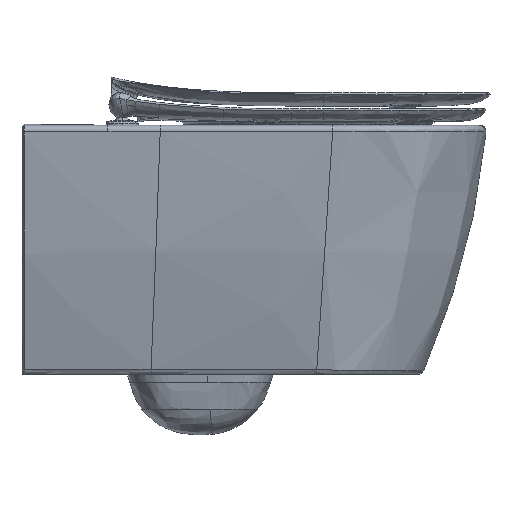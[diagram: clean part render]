
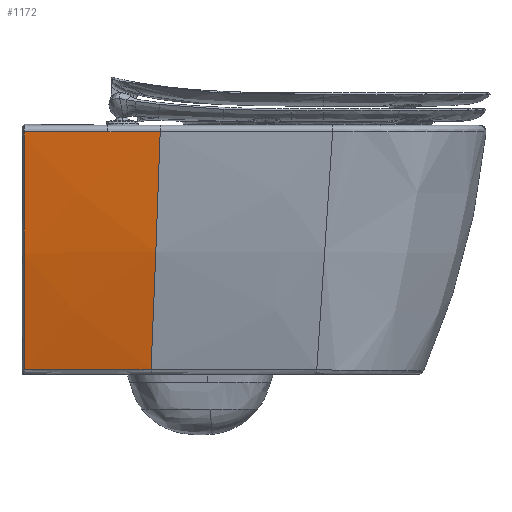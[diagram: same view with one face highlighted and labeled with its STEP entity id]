
A CAD part, left-side view. The second image highlights one B-rep face of the part: STEP entity #1172.
In plain terms, the highlighted free-form (B-spline) face has degree [5, 4] with [9, 5] control points.
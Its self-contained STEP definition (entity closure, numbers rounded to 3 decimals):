
#1172=ADVANCED_FACE('',(#2683),#22470,.T.);
#2683=FACE_OUTER_BOUND('',#4214,.T.);
#4214=EDGE_LOOP('',(#9197,#9198,#9199,#9200,#9201,#9202));
#9197=ORIENTED_EDGE('',*,*,#14362,.T.);
#9198=ORIENTED_EDGE('',*,*,#14620,.T.);
#9199=ORIENTED_EDGE('',*,*,#14576,.T.);
#9200=ORIENTED_EDGE('',*,*,#14346,.F.);
#9201=ORIENTED_EDGE('',*,*,#14108,.T.);
#9202=ORIENTED_EDGE('',*,*,#14159,.F.);
#14108=EDGE_CURVE('',#20723,#20728,#17584,.T.);
#14159=EDGE_CURVE('',#20756,#20728,#17634,.T.);
#14346=EDGE_CURVE('',#20723,#20883,#17807,.T.);
#14362=EDGE_CURVE('',#20756,#20899,#17820,.T.);
#14576=EDGE_CURVE('',#20900,#20883,#18007,.T.);
#14620=EDGE_CURVE('',#20899,#20900,#18050,.T.);
#17584=B_SPLINE_CURVE_WITH_KNOTS('',3,(#300156,#300157,#300158,#300159),
 .UNSPECIFIED.,.F.,.F.,(4,4),(427.253,513.077),
 .UNSPECIFIED.);
#17634=B_SPLINE_CURVE_WITH_KNOTS('',5,(#300597,#300598,#300599,#300600,
#300601,#300602,#300603,#300604,#300605,#300606,#300607,#300608),
 .UNSPECIFIED.,.F.,.F.,(6,3,3,6),(44.972,61.388,130.482,
180.564),.UNSPECIFIED.);
#17807=B_SPLINE_CURVE_WITH_KNOTS('',4,(#301919,#301920,#301921,#301922,
#301923),.UNSPECIFIED.,.F.,.F.,(5,5),(-288.196,-5.294),
 .UNSPECIFIED.);
#17820=B_SPLINE_CURVE_WITH_KNOTS('',3,(#302233,#302234,#302235,#302236),
 .UNSPECIFIED.,.F.,.F.,(4,4),(14.439,22.086),
 .UNSPECIFIED.);
#18007=B_SPLINE_CURVE_WITH_KNOTS('',5,(#303786,#303787,#303788,#303789,
#303790,#303791,#303792,#303793,#303794,#303795,#303796,#303797,#303798,
#303799,#303800),.UNSPECIFIED.,.F.,.F.,(6,3,3,3,6),(-637.087,-560.64,
-493.006,-445.35,-425.371),.UNSPECIFIED.);
#18050=B_SPLINE_CURVE_WITH_KNOTS('',5,(#304708,#304709,#304710,#304711,
#304712,#304713,#304714,#304715,#304716),.UNSPECIFIED.,.F.,.F.,(6,3,6),
(79.855,279.316,471.416),.UNSPECIFIED.);
#20723=VERTEX_POINT('',#291347);
#20728=VERTEX_POINT('',#291352);
#20756=VERTEX_POINT('',#291380);
#20883=VERTEX_POINT('',#291507);
#20899=VERTEX_POINT('',#291523);
#20900=VERTEX_POINT('',#291524);
#22470=B_SPLINE_SURFACE_WITH_KNOTS('',5,4,((#102746,#102747,#102748,#102749,
#102750),(#102751,#102752,#102753,#102754,#102755),(#102756,#102757,#102758,
#102759,#102760),(#102761,#102762,#102763,#102764,#102765),(#102766,#102767,
#102768,#102769,#102770),(#102771,#102772,#102773,#102774,#102775),(#102776,
#102777,#102778,#102779,#102780),(#102781,#102782,#102783,#102784,#102785),
(#102786,#102787,#102788,#102789,#102790)),.UNSPECIFIED.,.F.,.F.,.F.,(6,
3,6),(5,5),(0.,93.196,185.788),(0.,295.859),
 .UNSPECIFIED.);
#102746=CARTESIAN_POINT('',(-129.808,300.019,-110.395));
#102747=CARTESIAN_POINT('',(-150.913,300.019,-39.508));
#102748=CARTESIAN_POINT('',(-167.358,300.019,32.768));
#102749=CARTESIAN_POINT('',(-179.003,300.019,105.963));
#102750=CARTESIAN_POINT('',(-185.808,300.019,179.605));
#102751=CARTESIAN_POINT('',(-129.808,282.554,-110.395));
#102752=CARTESIAN_POINT('',(-150.856,281.856,-39.508));
#102753=CARTESIAN_POINT('',(-167.238,281.275,32.768));
#102754=CARTESIAN_POINT('',(-178.82,280.814,105.963));
#102755=CARTESIAN_POINT('',(-185.558,280.477,179.605));
#102756=CARTESIAN_POINT('',(-129.808,265.102,-110.395));
#102757=CARTESIAN_POINT('',(-150.791,263.698,-39.508));
#102758=CARTESIAN_POINT('',(-167.11,262.529,32.767));
#102759=CARTESIAN_POINT('',(-178.629,261.604,105.962));
#102760=CARTESIAN_POINT('',(-185.308,260.927,179.605));
#102761=CARTESIAN_POINT('',(-129.808,247.548,-110.395));
#102762=CARTESIAN_POINT('',(-150.72,245.516,-39.51));
#102763=CARTESIAN_POINT('',(-166.973,243.817,32.764));
#102764=CARTESIAN_POINT('',(-178.433,242.466,105.96));
#102765=CARTESIAN_POINT('',(-185.059,241.468,179.605));
#102766=CARTESIAN_POINT('',(-129.808,212.063,-110.395));
#102767=CARTESIAN_POINT('',(-150.584,209.055,-39.511));
#102768=CARTESIAN_POINT('',(-166.708,206.506,32.762));
#102769=CARTESIAN_POINT('',(-178.048,204.437,105.958));
#102770=CARTESIAN_POINT('',(-184.565,202.859,179.605));
#102771=CARTESIAN_POINT('',(-129.808,175.735,-110.395));
#102772=CARTESIAN_POINT('',(-150.468,172.361,-39.504));
#102773=CARTESIAN_POINT('',(-166.472,169.418,32.771));
#102774=CARTESIAN_POINT('',(-177.688,166.928,105.965));
#102775=CARTESIAN_POINT('',(-184.08,164.905,179.605));
#102776=CARTESIAN_POINT('',(-129.808,157.441,-110.395));
#102777=CARTESIAN_POINT('',(-150.418,154.051,-39.498));
#102778=CARTESIAN_POINT('',(-166.365,151.035,32.78));
#102779=CARTESIAN_POINT('',(-177.519,148.415,105.972));
#102780=CARTESIAN_POINT('',(-183.841,146.207,179.605));
#102781=CARTESIAN_POINT('',(-129.808,138.744,-110.395));
#102782=CARTESIAN_POINT('',(-150.37,135.491,-39.487));
#102783=CARTESIAN_POINT('',(-166.261,132.514,32.794));
#102784=CARTESIAN_POINT('',(-177.35,129.836,105.983));
#102785=CARTESIAN_POINT('',(-183.601,127.471,179.605));
#102786=CARTESIAN_POINT('',(-129.808,120.019,-110.395));
#102787=CARTESIAN_POINT('',(-150.317,116.991,-39.474));
#102788=CARTESIAN_POINT('',(-166.151,114.118,32.811));
#102789=CARTESIAN_POINT('',(-177.179,111.423,105.996));
#102790=CARTESIAN_POINT('',(-183.364,108.92,179.605));
#291347=CARTESIAN_POINT('',(-182.703,109.18,171.98));
#291352=CARTESIAN_POINT('',(-183.457,169.932,171.96));
#291380=CARTESIAN_POINT('',(-184.679,267.319,172.01));
#291507=CARTESIAN_POINT('',(-131.267,119.803,-105.316));
#291523=CARTESIAN_POINT('',(-184.15,267.319,166.616));
#291524=CARTESIAN_POINT('',(-131.29,267.319,-105.359));
#300156=CARTESIAN_POINT('',(-182.703,109.18,171.98));
#300157=CARTESIAN_POINT('',(-182.946,128.686,171.974));
#300158=CARTESIAN_POINT('',(-183.204,149.567,171.967));
#300159=CARTESIAN_POINT('',(-183.457,169.932,171.96));
#300597=CARTESIAN_POINT('',(-184.679,267.319,172.01));
#300598=CARTESIAN_POINT('',(-184.649,264.953,172.006));
#300599=CARTESIAN_POINT('',(-184.619,262.587,172.002));
#300600=CARTESIAN_POINT('',(-184.589,260.221,171.998));
#300601=CARTESIAN_POINT('',(-184.433,247.876,171.98));
#300602=CARTESIAN_POINT('',(-184.277,235.546,171.968));
#300603=CARTESIAN_POINT('',(-184.152,225.597,171.96));
#300604=CARTESIAN_POINT('',(-183.937,208.462,171.954));
#300605=CARTESIAN_POINT('',(-183.724,191.388,171.954));
#300606=CARTESIAN_POINT('',(-183.635,184.225,171.956));
#300607=CARTESIAN_POINT('',(-183.546,177.074,171.958));
#300608=CARTESIAN_POINT('',(-183.457,169.932,171.96));
#301919=CARTESIAN_POINT('',(-182.703,109.18,171.98));
#301920=CARTESIAN_POINT('',(-176.43,111.587,101.627));
#301921=CARTESIAN_POINT('',(-165.73,114.171,31.685));
#301922=CARTESIAN_POINT('',(-150.638,116.915,-37.432));
#301923=CARTESIAN_POINT('',(-131.267,119.803,-105.316));
#302233=CARTESIAN_POINT('',(-184.679,267.319,172.01));
#302234=CARTESIAN_POINT('',(-184.506,267.319,170.212));
#302235=CARTESIAN_POINT('',(-184.329,267.319,168.414));
#302236=CARTESIAN_POINT('',(-184.15,267.319,166.616));
#303786=CARTESIAN_POINT('',(-131.29,267.319,-105.359));
#303787=CARTESIAN_POINT('',(-131.288,256.843,-105.356));
#303788=CARTESIAN_POINT('',(-131.286,246.351,-105.352));
#303789=CARTESIAN_POINT('',(-131.284,235.823,-105.349));
#303790=CARTESIAN_POINT('',(-131.281,215.87,-105.342));
#303791=CARTESIAN_POINT('',(-131.278,195.786,-105.336));
#303792=CARTESIAN_POINT('',(-131.276,186.351,-105.333));
#303793=CARTESIAN_POINT('',(-131.274,170.222,-105.329));
#303794=CARTESIAN_POINT('',(-131.272,153.987,-105.325));
#303795=CARTESIAN_POINT('',(-131.271,147.254,-105.323));
#303796=CARTESIAN_POINT('',(-131.27,137.669,-105.321));
#303797=CARTESIAN_POINT('',(-131.268,128.063,-105.318));
#303798=CARTESIAN_POINT('',(-131.268,125.35,-105.318));
#303799=CARTESIAN_POINT('',(-131.268,122.6,-105.317));
#303800=CARTESIAN_POINT('',(-131.267,119.803,-105.316));
#304708=CARTESIAN_POINT('',(-184.15,267.319,166.616));
#304709=CARTESIAN_POINT('',(-181.341,267.319,138.487));
#304710=CARTESIAN_POINT('',(-177.869,267.319,110.424));
#304711=CARTESIAN_POINT('',(-173.738,267.319,82.448));
#304712=CARTESIAN_POINT('',(-164.337,267.319,27.741));
#304713=CARTESIAN_POINT('',(-152.42,267.319,-26.47));
#304714=CARTESIAN_POINT('',(-145.972,267.319,-52.928));
#304715=CARTESIAN_POINT('',(-138.927,267.319,-79.231));
#304716=CARTESIAN_POINT('',(-131.29,267.319,-105.359));
